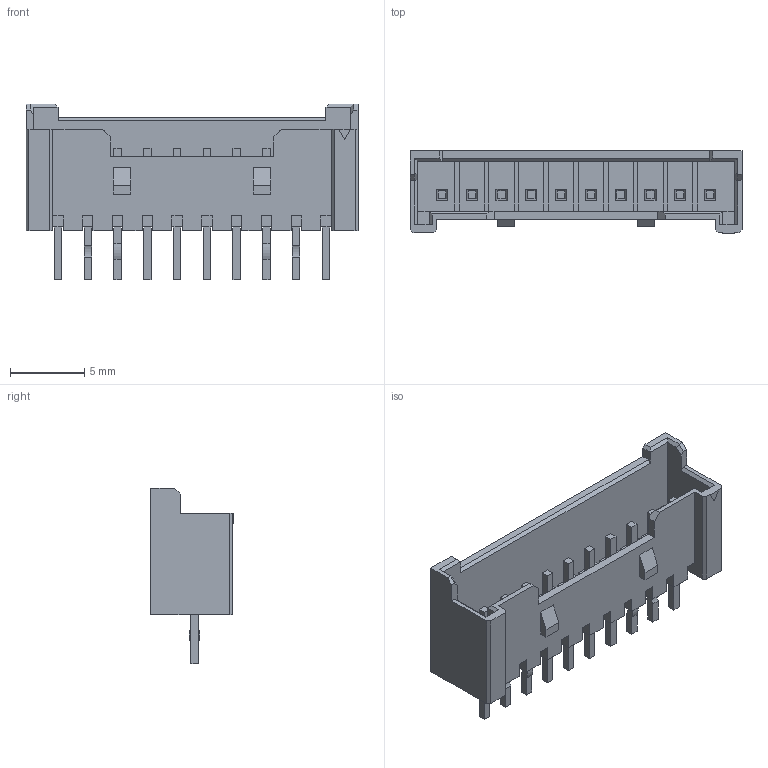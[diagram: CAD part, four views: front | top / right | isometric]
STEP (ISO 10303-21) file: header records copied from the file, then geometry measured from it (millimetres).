
FILE_DESCRIPTION(/* description */ (''),/* implementation_level */ '2;1');
FILE_NAME(/* name */ '35362-1050.step',/* time_stamp */ '2024-08-15T09:53:57-04:00',/* author */ (''),/* organization */ (''),/* preprocessor_version */ 'ST-DEVELOPER v20',/* originating_system */ 'Autodesk Translation Framework v12.20.1.177',/* authorisation */ '');
FILE_SCHEMA (('AUTOMOTIVE_DESIGN { 1 0 10303 214 3 1 1 }'));
Length unit declared in the file: millimetre
Products named in the file (1): (Unsaved)
Bounding box: 22.3 x 5.55 x 11.8 mm (x, y, z)
Volume: 337.7 mm3; surface area: 1098.6 mm2
Topology: 1 solids, 1 shells, 322 faces, 844 edges, 546 vertices
Faces by surface type: plane 314, cylinder 8
Entity records: 9677 total; most frequent: CARTESIAN_POINT 1713, ORIENTED_EDGE 1688, DIRECTION 1506, EDGE_CURVE 844, LINE 828, VECTOR 828, VERTEX_POINT 546, EDGE_LOOP 344
